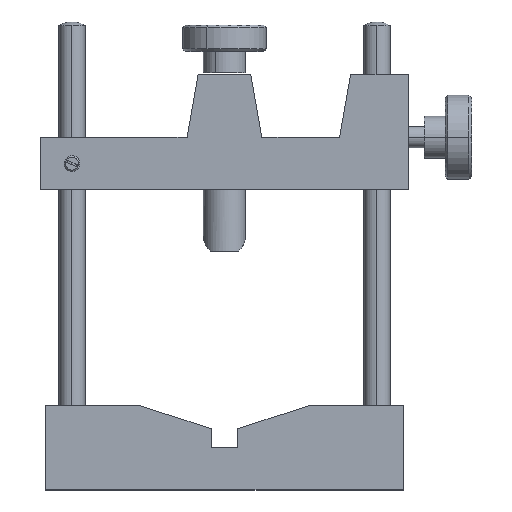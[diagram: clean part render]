
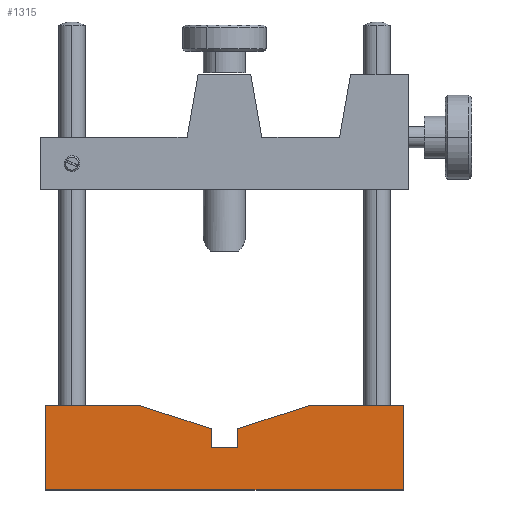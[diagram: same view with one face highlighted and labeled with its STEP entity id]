
A CAD part, top view. The second image highlights one B-rep face of the part: STEP entity #1315.
In plain terms, the highlighted planar face has unit normal (0, 0, 1).
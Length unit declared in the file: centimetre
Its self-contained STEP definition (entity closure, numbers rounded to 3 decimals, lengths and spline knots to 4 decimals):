
#112 = EDGE_LOOP ( 'NONE', ( #1821, #1804, #1803, #1866, #1863, #1805, #1864, #1869, #1888, #1891 ) ) ;
#180 = DIRECTION ( 'NONE',  ( 0.951, -0.309, 0. ) ) ;
#251 = DIRECTION ( 'NONE',  ( 1., 0., 0. ) ) ;
#277 = CARTESIAN_POINT ( 'NONE',  ( -0.3022, 0.5216, 0.6 ) ) ;
#289 = CARTESIAN_POINT ( 'NONE',  ( 1.5478, 1.3216, 0.6 ) ) ;
#316 = CARTESIAN_POINT ( 'NONE',  ( -1.6522, 1.3216, 0.6 ) ) ;
#327 = DIRECTION ( 'NONE',  ( 0., -1., 0. ) ) ;
#338 = CARTESIAN_POINT ( 'NONE',  ( -3.4522, -0.2784, 0.6 ) ) ;
#339 = CARTESIAN_POINT ( 'NONE',  ( -0.3022, 2.1216, 0.6 ) ) ;
#352 = CARTESIAN_POINT ( 'NONE',  ( -0.3022, 0.8829, 0.6 ) ) ;
#378 = LINE ( 'NONE', #339, #965 ) ;
#385 = DIRECTION ( 'NONE',  ( 0., 0., 1. ) ) ;
#388 = CARTESIAN_POINT ( 'NONE',  ( 3.3478, 1.3216, 0.6 ) ) ;
#395 = PLANE ( 'NONE',  #874 ) ;
#453 = CARTESIAN_POINT ( 'NONE',  ( -3.4522, 1.3216, 0.6 ) ) ;
#507 = CARTESIAN_POINT ( 'NONE',  ( 3.3478, -0.2784, 0.6 ) ) ;
#525 = CARTESIAN_POINT ( 'NONE',  ( -3.4522, -0.2784, 0.6 ) ) ;
#588 = CARTESIAN_POINT ( 'NONE',  ( 0.1978, 0.5216, 0.6 ) ) ;
#621 = LINE ( 'NONE', #623, #740 ) ;
#623 = CARTESIAN_POINT ( 'NONE',  ( -1.6522, 1.3216, 0.6 ) ) ;
#624 = CARTESIAN_POINT ( 'NONE',  ( 0.1978, 0.8829, 0.6 ) ) ;
#740 = VECTOR ( 'NONE', #180, 100. ) ;
#743 = VECTOR ( 'NONE', #1552, 100. ) ;
#805 = VECTOR ( 'NONE', #1485, 100. ) ;
#874 = AXIS2_PLACEMENT_3D ( 'NONE', #525, #385, #251 ) ;
#914 = FACE_OUTER_BOUND ( 'NONE', #112, .T. ) ;
#965 = VECTOR ( 'NONE', #327, 100. ) ;
#1025 = VECTOR ( 'NONE', #2090, 100. ) ;
#1059 = VECTOR ( 'NONE', #2175, 100. ) ;
#1073 = VECTOR ( 'NONE', #2156, 100. ) ;
#1101 = VECTOR ( 'NONE', #2073, 100. ) ;
#1122 = EDGE_CURVE ( 'NONE', #1639, #1646, #2262, .T. ) ;
#1141 = EDGE_CURVE ( 'NONE', #1624, #1606, #1628, .T. ) ;
#1182 = EDGE_CURVE ( 'NONE', #1646, #1606, #2071, .T. ) ;
#1187 = EDGE_CURVE ( 'NONE', #1648, #1657, #2088, .T. ) ;
#1208 = EDGE_CURVE ( 'NONE', #1621, #1624, #2154, .T. ) ;
#1215 = EDGE_CURVE ( 'NONE', #1652, #1639, #2176, .T. ) ;
#1263 = EDGE_CURVE ( 'NONE', #1653, #1648, #1399, .T. ) ;
#1284 = EDGE_CURVE ( 'NONE', #1657, #1621, #1451, .T. ) ;
#1315 = ADVANCED_FACE ( 'NONE', ( #914 ), #395, .T. ) ;
#1345 = EDGE_CURVE ( 'NONE', #1686, #1652, #378, .T. ) ;
#1350 = EDGE_CURVE ( 'NONE', #1653, #1686, #621, .T. ) ;
#1394 = CARTESIAN_POINT ( 'NONE',  ( -3.4522, 1.3216, 0.6 ) ) ;
#1399 = LINE ( 'NONE', #1394, #743 ) ;
#1451 = LINE ( 'NONE', #1465, #805 ) ;
#1465 = CARTESIAN_POINT ( 'NONE',  ( -3.4522, -0.2784, 0.6 ) ) ;
#1485 = DIRECTION ( 'NONE',  ( 1., 0., 0. ) ) ;
#1552 = DIRECTION ( 'NONE',  ( -1., 0., 0. ) ) ;
#1582 = CARTESIAN_POINT ( 'NONE',  ( -3.4522, 1.3216, 0.6 ) ) ;
#1606 = VERTEX_POINT ( 'NONE', #289 ) ;
#1621 = VERTEX_POINT ( 'NONE', #507 ) ;
#1624 = VERTEX_POINT ( 'NONE', #388 ) ;
#1625 = DIRECTION ( 'NONE',  ( -1., 0., 0. ) ) ;
#1628 = LINE ( 'NONE', #1582, #2444 ) ;
#1639 = VERTEX_POINT ( 'NONE', #588 ) ;
#1646 = VERTEX_POINT ( 'NONE', #624 ) ;
#1648 = VERTEX_POINT ( 'NONE', #453 ) ;
#1652 = VERTEX_POINT ( 'NONE', #277 ) ;
#1653 = VERTEX_POINT ( 'NONE', #316 ) ;
#1657 = VERTEX_POINT ( 'NONE', #338 ) ;
#1686 = VERTEX_POINT ( 'NONE', #352 ) ;
#1803 = ORIENTED_EDGE ( 'NONE', *, *, #1215, .F. ) ;
#1804 = ORIENTED_EDGE ( 'NONE', *, *, #1122, .F. ) ;
#1805 = ORIENTED_EDGE ( 'NONE', *, *, #1263, .T. ) ;
#1821 = ORIENTED_EDGE ( 'NONE', *, *, #1182, .F. ) ;
#1863 = ORIENTED_EDGE ( 'NONE', *, *, #1350, .F. ) ;
#1864 = ORIENTED_EDGE ( 'NONE', *, *, #1187, .T. ) ;
#1866 = ORIENTED_EDGE ( 'NONE', *, *, #1345, .F. ) ;
#1869 = ORIENTED_EDGE ( 'NONE', *, *, #1284, .T. ) ;
#1888 = ORIENTED_EDGE ( 'NONE', *, *, #1208, .T. ) ;
#1891 = ORIENTED_EDGE ( 'NONE', *, *, #1141, .T. ) ;
#2071 = LINE ( 'NONE', #2072, #1101 ) ;
#2072 = CARTESIAN_POINT ( 'NONE',  ( -0.0522, 0.8017, 0.6 ) ) ;
#2073 = DIRECTION ( 'NONE',  ( 0.951, 0.309, 0. ) ) ;
#2088 = LINE ( 'NONE', #2089, #1025 ) ;
#2089 = CARTESIAN_POINT ( 'NONE',  ( -3.4522, 1.3216, 0.6 ) ) ;
#2090 = DIRECTION ( 'NONE',  ( 0., -1., 0. ) ) ;
#2154 = LINE ( 'NONE', #2155, #1073 ) ;
#2155 = CARTESIAN_POINT ( 'NONE',  ( 3.3478, 1.3216, 0.6 ) ) ;
#2156 = DIRECTION ( 'NONE',  ( 0., 1., 0. ) ) ;
#2174 = CARTESIAN_POINT ( 'NONE',  ( 0.1978, 0.5216, 0.6 ) ) ;
#2175 = DIRECTION ( 'NONE',  ( 1., 0., 0. ) ) ;
#2176 = LINE ( 'NONE', #2174, #1059 ) ;
#2262 = LINE ( 'NONE', #2354, #2468 ) ;
#2340 = DIRECTION ( 'NONE',  ( 0., 1., 0. ) ) ;
#2354 = CARTESIAN_POINT ( 'NONE',  ( 0.1978, 2.1216, 0.6 ) ) ;
#2444 = VECTOR ( 'NONE', #1625, 100. ) ;
#2468 = VECTOR ( 'NONE', #2340, 100. ) ;
